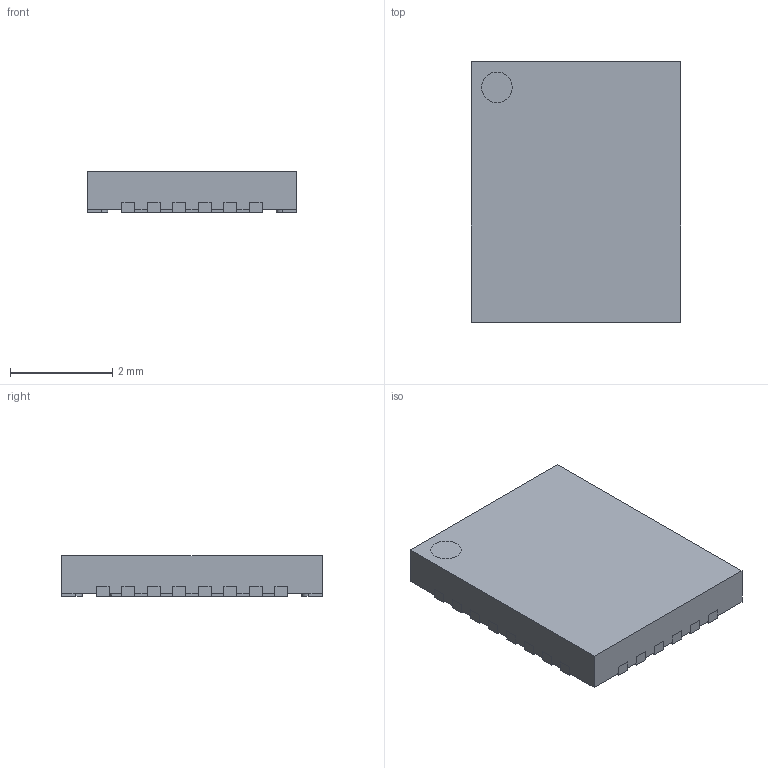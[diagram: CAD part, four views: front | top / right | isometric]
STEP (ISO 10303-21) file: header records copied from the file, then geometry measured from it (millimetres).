
FILE_DESCRIPTION(/* description */ (''),/* implementation_level */ '2;1');
FILE_NAME(/* name */ 'QFN50P400X500X80-29N-R275X375.stp',/* time_stamp */ '2016-11-01T16:56:21+01:00',/* author */ ('jchouvet'),/* organization */ (''),/* preprocessor_version */ 'ST-DEVELOPER v16.1',/* originating_system */ 'AutoCAD Mechanical',/* authorisation */ '');
FILE_SCHEMA (('AUTOMOTIVE_DESIGN { 1 0 10303 214 3 1 1 }'));
Length unit declared in the file: millimetre
Products named in the file (1): Product
Bounding box: 4.1 x 5.1 x 0.8 mm (x, y, z)
Volume: 16.3 mm3; surface area: 92.5 mm2
Topology: 31 solids, 31 shells, 298 faces, 705 edges, 470 vertices
Faces by surface type: plane 239, cylinder 59
Full cylindrical faces by diameter (mm): 0.6 x2
Entity records: 8506 total; most frequent: CARTESIAN_POINT 1472, DIRECTION 1419, ORIENTED_EDGE 1406, EDGE_CURVE 703, LINE 585, VECTOR 585, VERTEX_POINT 470, AXIS2_PLACEMENT_3D 417
